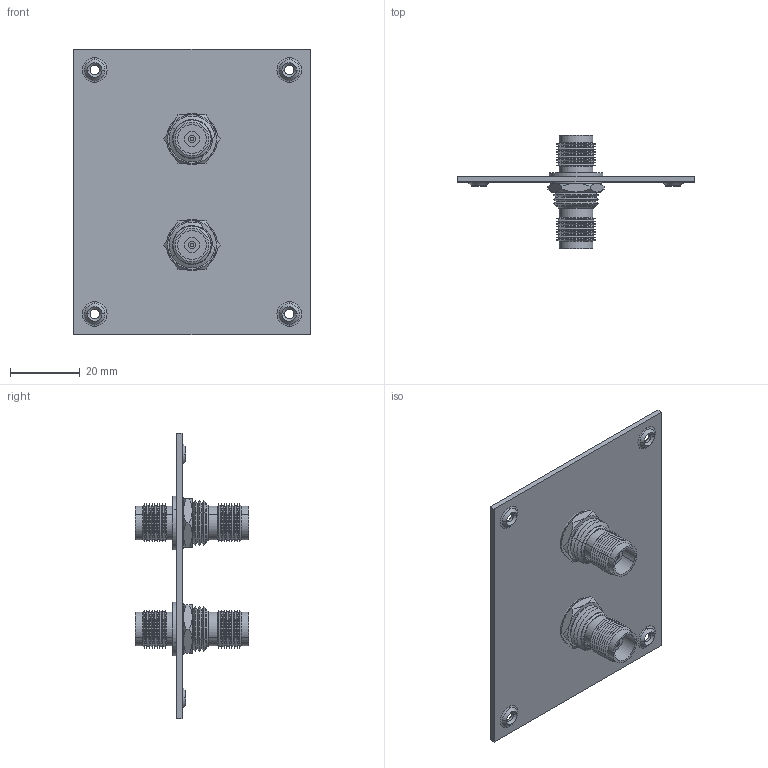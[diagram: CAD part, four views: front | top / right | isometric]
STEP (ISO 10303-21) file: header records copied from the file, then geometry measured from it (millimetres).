
FILE_DESCRIPTION (( 'STEP AP214' ), '1' );
FILE_NAME ('USP2TB.STEP', '2019-01-07T17:50:44', ( '' ), ( '' ), 'SwSTEP 2.0', 'SolidWorks 2017', '' );
FILE_SCHEMA (( 'AUTOMOTIVE_DESIGN' ));
Length unit declared in the file: inch
Products named in the file (6): BA2301; 3AA02-008; 3AA03-005; USP2TB; BA2301-MA1; 1AR06-003
Assembly tree (6 placements, depth 3):
  USP2TB
    BA2301  x2
      BA2301-MA1
      3AA03-005
      3AA02-008
    1AR06-003
Bounding box: 68.07 x 32.64 x 82.04 mm (x, y, z)
Volume: 12969.8 mm3; surface area: 17734.2 mm2
Topology: 7 solids, 7 shells, 636 faces, 1532 edges, 934 vertices
Faces by surface type: cylinder 250, cone 232, plane 138, torus 16
Entity records: 10848 total; most frequent: CARTESIAN_POINT 1964, DIRECTION 1927, ORIENTED_EDGE 1698, EDGE_CURVE 849, AXIS2_PLACEMENT_3D 770, VERTEX_POINT 521, CIRCLE 412, LINE 387
